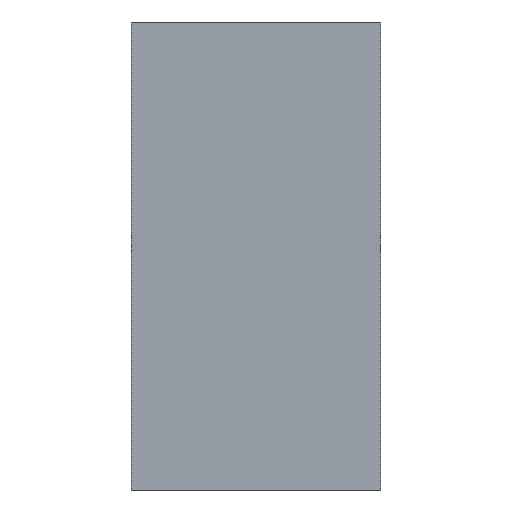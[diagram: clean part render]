
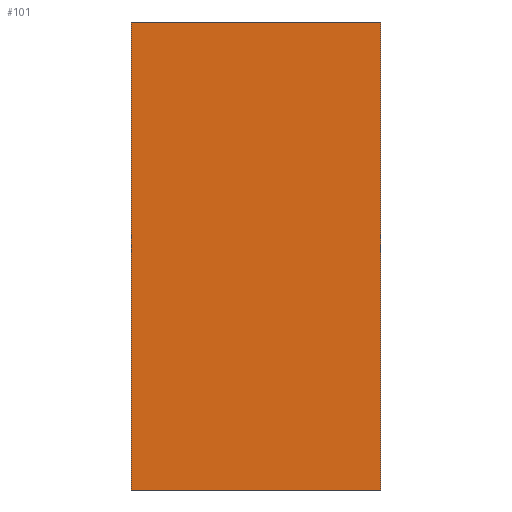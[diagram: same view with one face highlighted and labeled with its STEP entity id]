
A CAD part, front view. The second image highlights one B-rep face of the part: STEP entity #101.
In plain terms, the highlighted planar face has unit normal (0, -1, 0).
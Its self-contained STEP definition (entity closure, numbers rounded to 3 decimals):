
#1 = PLANE ( 'NONE',  #135 ) ;
#2 = DIRECTION ( 'NONE',  ( -1., 0., 0. ) ) ;
#3 = VECTOR ( 'NONE', #56, 1000. ) ;
#4 = CARTESIAN_POINT ( 'NONE',  ( 41., 0., -77. ) ) ;
#30 = DIRECTION ( 'NONE',  ( 0., 0., -1. ) ) ;
#35 = EDGE_CURVE ( 'NONE', #47, #118, #166, .T. ) ;
#38 = EDGE_CURVE ( 'NONE', #118, #71, #157, .T. ) ;
#46 = ORIENTED_EDGE ( 'NONE', *, *, #35, .T. ) ;
#47 = VERTEX_POINT ( 'NONE', #87 ) ;
#49 = ORIENTED_EDGE ( 'NONE', *, *, #38, .T. ) ;
#53 = DIRECTION ( 'NONE',  ( 0., 0., -1. ) ) ;
#55 = ORIENTED_EDGE ( 'NONE', *, *, #115, .F. ) ;
#56 = DIRECTION ( 'NONE',  ( -1., 0., 0. ) ) ;
#63 = CARTESIAN_POINT ( 'NONE',  ( 41., 0., -77. ) ) ;
#71 = VERTEX_POINT ( 'NONE', #156 ) ;
#74 = CARTESIAN_POINT ( 'NONE',  ( 41., 0., 0. ) ) ;
#75 = FACE_OUTER_BOUND ( 'NONE', #97, .T. ) ;
#77 = DIRECTION ( 'NONE',  ( 0., 1., 0. ) ) ;
#86 = CARTESIAN_POINT ( 'NONE',  ( 0., 0., 0. ) ) ;
#87 = CARTESIAN_POINT ( 'NONE',  ( 41., 0., 0. ) ) ;
#97 = EDGE_LOOP ( 'NONE', ( #49, #55, #131, #46 ) ) ;
#101 = ADVANCED_FACE ( 'NONE', ( #75 ), #1, .F. ) ;
#109 = DIRECTION ( 'NONE',  ( 0., 0., 1. ) ) ;
#115 = EDGE_CURVE ( 'NONE', #193, #71, #160, .T. ) ;
#118 = VERTEX_POINT ( 'NONE', #186 ) ;
#127 = CARTESIAN_POINT ( 'NONE',  ( 41., 0., 0. ) ) ;
#131 = ORIENTED_EDGE ( 'NONE', *, *, #163, .F. ) ;
#135 = AXIS2_PLACEMENT_3D ( 'NONE', #146, #77, #109 ) ;
#144 = VECTOR ( 'NONE', #30, 1000. ) ;
#146 = CARTESIAN_POINT ( 'NONE',  ( 41., 0., 0. ) ) ;
#156 = CARTESIAN_POINT ( 'NONE',  ( 0., 0., -77. ) ) ;
#157 = LINE ( 'NONE', #86, #185 ) ;
#160 = LINE ( 'NONE', #63, #191 ) ;
#163 = EDGE_CURVE ( 'NONE', #47, #193, #202, .T. ) ;
#166 = LINE ( 'NONE', #74, #3 ) ;
#185 = VECTOR ( 'NONE', #53, 1000. ) ;
#186 = CARTESIAN_POINT ( 'NONE',  ( 0., 0., 0. ) ) ;
#191 = VECTOR ( 'NONE', #2, 1000. ) ;
#193 = VERTEX_POINT ( 'NONE', #4 ) ;
#202 = LINE ( 'NONE', #127, #144 ) ;
